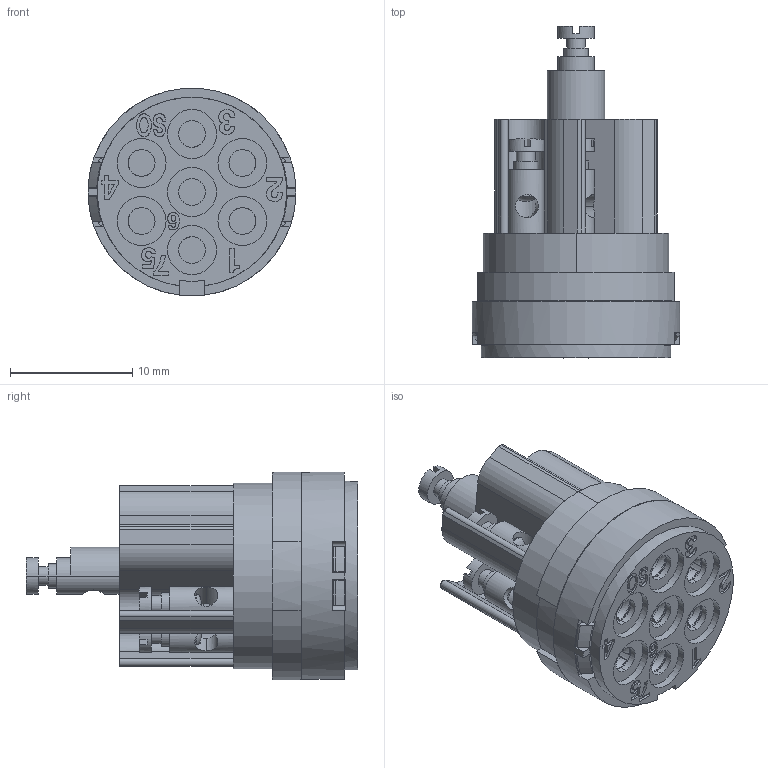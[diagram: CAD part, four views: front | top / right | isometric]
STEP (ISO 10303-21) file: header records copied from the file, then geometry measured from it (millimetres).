
FILE_DESCRIPTION((''),'2;1');
FILE_NAME('HR23-007-F_SW0001','2020-12-17T',('tc.chen'),(''),'PRO/ENGINEER BY PARAMETRIC TECHNOLOGY CORPORATION, 2012480','PRO/ENGINEER BY PARAMETRIC TECHNOLOGY CORPORATION, 2012480','');
FILE_SCHEMA(('AUTOMOTIVE_DESIGN { 1 0 10303 214 1 1 1 1 }'));
Length unit declared in the file: millimetre
Products named in the file (1): HR23-007-F_SW0001
Bounding box: 17 x 27.15 x 16.94 mm (x, y, z)
Volume: 2766.1 mm3; surface area: 3803.6 mm2
Topology: 1 solids, 1 shells, 910 faces, 2433 edges, 1605 vertices
Faces by surface type: plane 338, extrusion 248, cylinder 247, cone 33, torus 30, sphere 14
Entity records: 47610 total; most frequent: CARTESIAN_POINT 9148, ORIENTED_EDGE 4838, DIRECTION 3963, PRESENTATION_STYLE_ASSIGNMENT 3578, STYLED_ITEM 2820, CURVE_STYLE 2667, EDGE_CURVE 2419, VERTEX_POINT 1605
